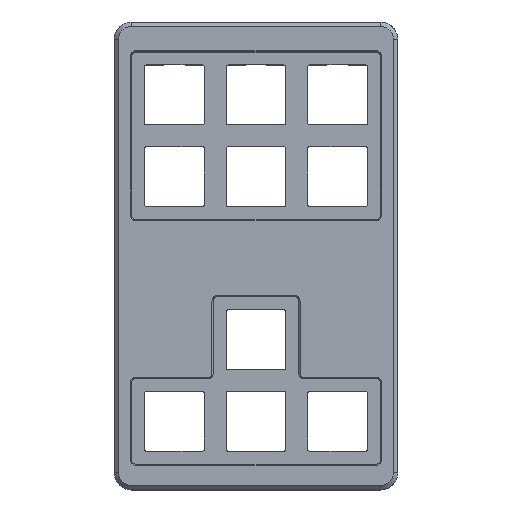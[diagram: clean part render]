
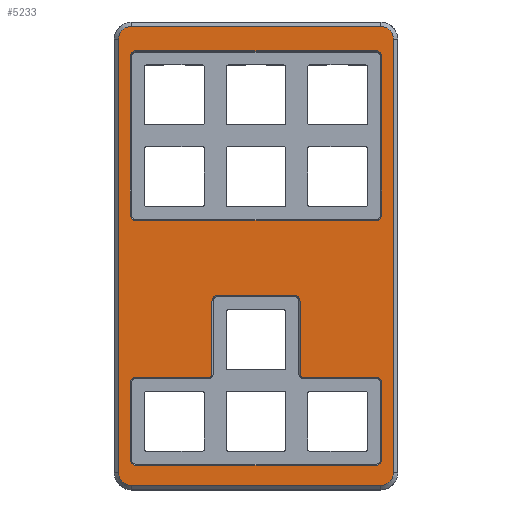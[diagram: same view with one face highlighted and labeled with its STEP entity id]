
A CAD part, top view. The second image highlights one B-rep face of the part: STEP entity #5233.
In plain terms, the highlighted planar face has unit normal (0, 0, 1).
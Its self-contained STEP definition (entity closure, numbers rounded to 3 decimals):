
#164=FACE_BOUND('',#791,.T.);
#165=FACE_BOUND('',#792,.T.);
#283=PLANE('',#5579);
#498=FACE_OUTER_BOUND('',#790,.T.);
#790=EDGE_LOOP('',(#4334,#4335,#4336,#4337,#4338,#4339,#4340,#4341));
#791=EDGE_LOOP('',(#4342,#4343,#4344,#4345,#4346,#4347,#4348,#4349,#4350,
#4351,#4352,#4353,#4354,#4355,#4356,#4357));
#792=EDGE_LOOP('',(#4358,#4359,#4360,#4361,#4362,#4363,#4364,#4365));
#990=CIRCLE('',#5560,1.25);
#992=CIRCLE('',#5564,1.25);
#994=CIRCLE('',#5568,1.25);
#996=CIRCLE('',#5572,1.25);
#999=CIRCLE('',#5580,3.);
#1000=CIRCLE('',#5581,3.);
#1001=CIRCLE('',#5582,3.);
#1002=CIRCLE('',#5583,3.);
#1003=CIRCLE('',#5584,1.25);
#1004=CIRCLE('',#5585,1.25);
#1005=CIRCLE('',#5586,1.25);
#1006=CIRCLE('',#5587,1.25);
#1007=CIRCLE('',#5588,0.75);
#1008=CIRCLE('',#5589,1.25);
#1009=CIRCLE('',#5590,1.25);
#1010=CIRCLE('',#5591,0.75);
#1439=LINE('',#8591,#2027);
#1444=LINE('',#8605,#2032);
#1448=LINE('',#8617,#2036);
#1452=LINE('',#8629,#2040);
#1461=LINE('',#8655,#2049);
#1462=LINE('',#8659,#2050);
#1463=LINE('',#8663,#2051);
#1464=LINE('',#8667,#2052);
#1465=LINE('',#8671,#2053);
#1466=LINE('',#8675,#2054);
#1467=LINE('',#8679,#2055);
#1468=LINE('',#8683,#2056);
#1469=LINE('',#8687,#2057);
#1470=LINE('',#8691,#2058);
#1471=LINE('',#8695,#2059);
#1472=LINE('',#8699,#2060);
#2027=VECTOR('',#6511,10.);
#2032=VECTOR('',#6524,10.);
#2036=VECTOR('',#6536,10.);
#2040=VECTOR('',#6548,10.);
#2049=VECTOR('',#6577,10.);
#2050=VECTOR('',#6580,10.);
#2051=VECTOR('',#6583,10.);
#2052=VECTOR('',#6586,10.);
#2053=VECTOR('',#6589,10.);
#2054=VECTOR('',#6592,10.);
#2055=VECTOR('',#6595,10.);
#2056=VECTOR('',#6598,10.);
#2057=VECTOR('',#6601,10.);
#2058=VECTOR('',#6604,10.);
#2059=VECTOR('',#6607,10.);
#2060=VECTOR('',#6610,10.);
#2586=VERTEX_POINT('',#8588);
#2587=VERTEX_POINT('',#8590);
#2590=VERTEX_POINT('',#8598);
#2592=VERTEX_POINT('',#8603);
#2594=VERTEX_POINT('',#8610);
#2596=VERTEX_POINT('',#8615);
#2598=VERTEX_POINT('',#8622);
#2600=VERTEX_POINT('',#8627);
#2606=VERTEX_POINT('',#8653);
#2607=VERTEX_POINT('',#8654);
#2608=VERTEX_POINT('',#8656);
#2609=VERTEX_POINT('',#8658);
#2610=VERTEX_POINT('',#8660);
#2611=VERTEX_POINT('',#8662);
#2612=VERTEX_POINT('',#8664);
#2613=VERTEX_POINT('',#8666);
#2614=VERTEX_POINT('',#8669);
#2615=VERTEX_POINT('',#8670);
#2616=VERTEX_POINT('',#8672);
#2617=VERTEX_POINT('',#8674);
#2618=VERTEX_POINT('',#8676);
#2619=VERTEX_POINT('',#8678);
#2620=VERTEX_POINT('',#8680);
#2621=VERTEX_POINT('',#8682);
#2622=VERTEX_POINT('',#8684);
#2623=VERTEX_POINT('',#8686);
#2624=VERTEX_POINT('',#8688);
#2625=VERTEX_POINT('',#8690);
#2626=VERTEX_POINT('',#8692);
#2627=VERTEX_POINT('',#8694);
#2628=VERTEX_POINT('',#8696);
#2629=VERTEX_POINT('',#8698);
#3220=EDGE_CURVE('',#2586,#2587,#1439,.T.);
#3225=EDGE_CURVE('',#2590,#2586,#990,.T.);
#3227=EDGE_CURVE('',#2592,#2590,#1444,.T.);
#3231=EDGE_CURVE('',#2594,#2592,#992,.T.);
#3233=EDGE_CURVE('',#2596,#2594,#1448,.T.);
#3237=EDGE_CURVE('',#2598,#2596,#994,.T.);
#3239=EDGE_CURVE('',#2600,#2598,#1452,.T.);
#3242=EDGE_CURVE('',#2587,#2600,#996,.T.);
#3252=EDGE_CURVE('',#2606,#2607,#1461,.T.);
#3253=EDGE_CURVE('',#2608,#2606,#999,.T.);
#3254=EDGE_CURVE('',#2609,#2608,#1462,.T.);
#3255=EDGE_CURVE('',#2610,#2609,#1000,.T.);
#3256=EDGE_CURVE('',#2611,#2610,#1463,.T.);
#3257=EDGE_CURVE('',#2612,#2611,#1001,.T.);
#3258=EDGE_CURVE('',#2613,#2612,#1464,.T.);
#3259=EDGE_CURVE('',#2607,#2613,#1002,.T.);
#3260=EDGE_CURVE('',#2614,#2615,#1465,.T.);
#3261=EDGE_CURVE('',#2616,#2614,#1003,.T.);
#3262=EDGE_CURVE('',#2617,#2616,#1466,.T.);
#3263=EDGE_CURVE('',#2618,#2617,#1004,.T.);
#3264=EDGE_CURVE('',#2619,#2618,#1467,.T.);
#3265=EDGE_CURVE('',#2620,#2619,#1005,.T.);
#3266=EDGE_CURVE('',#2621,#2620,#1468,.T.);
#3267=EDGE_CURVE('',#2622,#2621,#1006,.T.);
#3268=EDGE_CURVE('',#2623,#2622,#1469,.T.);
#3269=EDGE_CURVE('',#2624,#2623,#1007,.T.);
#3270=EDGE_CURVE('',#2625,#2624,#1470,.T.);
#3271=EDGE_CURVE('',#2626,#2625,#1008,.T.);
#3272=EDGE_CURVE('',#2627,#2626,#1471,.T.);
#3273=EDGE_CURVE('',#2628,#2627,#1009,.T.);
#3274=EDGE_CURVE('',#2629,#2628,#1472,.T.);
#3275=EDGE_CURVE('',#2615,#2629,#1010,.T.);
#4334=ORIENTED_EDGE('',*,*,#3252,.F.);
#4335=ORIENTED_EDGE('',*,*,#3253,.F.);
#4336=ORIENTED_EDGE('',*,*,#3254,.F.);
#4337=ORIENTED_EDGE('',*,*,#3255,.F.);
#4338=ORIENTED_EDGE('',*,*,#3256,.F.);
#4339=ORIENTED_EDGE('',*,*,#3257,.F.);
#4340=ORIENTED_EDGE('',*,*,#3258,.F.);
#4341=ORIENTED_EDGE('',*,*,#3259,.F.);
#4342=ORIENTED_EDGE('',*,*,#3260,.F.);
#4343=ORIENTED_EDGE('',*,*,#3261,.F.);
#4344=ORIENTED_EDGE('',*,*,#3262,.F.);
#4345=ORIENTED_EDGE('',*,*,#3263,.F.);
#4346=ORIENTED_EDGE('',*,*,#3264,.F.);
#4347=ORIENTED_EDGE('',*,*,#3265,.F.);
#4348=ORIENTED_EDGE('',*,*,#3266,.F.);
#4349=ORIENTED_EDGE('',*,*,#3267,.F.);
#4350=ORIENTED_EDGE('',*,*,#3268,.F.);
#4351=ORIENTED_EDGE('',*,*,#3269,.F.);
#4352=ORIENTED_EDGE('',*,*,#3270,.F.);
#4353=ORIENTED_EDGE('',*,*,#3271,.F.);
#4354=ORIENTED_EDGE('',*,*,#3272,.F.);
#4355=ORIENTED_EDGE('',*,*,#3273,.F.);
#4356=ORIENTED_EDGE('',*,*,#3274,.F.);
#4357=ORIENTED_EDGE('',*,*,#3275,.F.);
#4358=ORIENTED_EDGE('',*,*,#3220,.F.);
#4359=ORIENTED_EDGE('',*,*,#3225,.F.);
#4360=ORIENTED_EDGE('',*,*,#3227,.F.);
#4361=ORIENTED_EDGE('',*,*,#3231,.F.);
#4362=ORIENTED_EDGE('',*,*,#3233,.F.);
#4363=ORIENTED_EDGE('',*,*,#3237,.F.);
#4364=ORIENTED_EDGE('',*,*,#3239,.F.);
#4365=ORIENTED_EDGE('',*,*,#3242,.F.);
#5233=ADVANCED_FACE('',(#498,#164,#165),#283,.T.);
#5560=AXIS2_PLACEMENT_3D('',#8600,#6519,#6520);
#5564=AXIS2_PLACEMENT_3D('',#8612,#6531,#6532);
#5568=AXIS2_PLACEMENT_3D('',#8624,#6543,#6544);
#5572=AXIS2_PLACEMENT_3D('',#8633,#6554,#6555);
#5579=AXIS2_PLACEMENT_3D('',#8652,#6575,#6576);
#5580=AXIS2_PLACEMENT_3D('',#8657,#6578,#6579);
#5581=AXIS2_PLACEMENT_3D('',#8661,#6581,#6582);
#5582=AXIS2_PLACEMENT_3D('',#8665,#6584,#6585);
#5583=AXIS2_PLACEMENT_3D('',#8668,#6587,#6588);
#5584=AXIS2_PLACEMENT_3D('',#8673,#6590,#6591);
#5585=AXIS2_PLACEMENT_3D('',#8677,#6593,#6594);
#5586=AXIS2_PLACEMENT_3D('',#8681,#6596,#6597);
#5587=AXIS2_PLACEMENT_3D('',#8685,#6599,#6600);
#5588=AXIS2_PLACEMENT_3D('',#8689,#6602,#6603);
#5589=AXIS2_PLACEMENT_3D('',#8693,#6605,#6606);
#5590=AXIS2_PLACEMENT_3D('',#8697,#6608,#6609);
#5591=AXIS2_PLACEMENT_3D('',#8700,#6611,#6612);
#6511=DIRECTION('',(1.,0.,0.));
#6519=DIRECTION('center_axis',(0.,0.,1.));
#6520=DIRECTION('ref_axis',(-0.707,-0.707,0.));
#6524=DIRECTION('',(0.,-1.,0.));
#6531=DIRECTION('center_axis',(0.,0.,1.));
#6532=DIRECTION('ref_axis',(-0.707,0.707,0.));
#6536=DIRECTION('',(-1.,0.,0.));
#6543=DIRECTION('center_axis',(0.,0.,1.));
#6544=DIRECTION('ref_axis',(0.707,0.707,0.));
#6548=DIRECTION('',(0.,1.,0.));
#6554=DIRECTION('center_axis',(0.,0.,1.));
#6555=DIRECTION('ref_axis',(0.707,-0.707,0.));
#6575=DIRECTION('center_axis',(0.,0.,1.));
#6576=DIRECTION('ref_axis',(1.,0.,0.));
#6577=DIRECTION('',(0.,-1.,0.));
#6578=DIRECTION('center_axis',(0.,0.,-1.));
#6579=DIRECTION('ref_axis',(0.707,0.707,0.));
#6580=DIRECTION('',(1.,0.,0.));
#6581=DIRECTION('center_axis',(0.,0.,-1.));
#6582=DIRECTION('ref_axis',(-0.707,0.707,0.));
#6583=DIRECTION('',(0.,1.,0.));
#6584=DIRECTION('center_axis',(0.,0.,-1.));
#6585=DIRECTION('ref_axis',(-0.707,-0.707,0.));
#6586=DIRECTION('',(-1.,0.,0.));
#6587=DIRECTION('center_axis',(0.,0.,-1.));
#6588=DIRECTION('ref_axis',(0.707,-0.707,0.));
#6589=DIRECTION('',(-1.,0.,0.));
#6590=DIRECTION('center_axis',(0.,0.,1.));
#6591=DIRECTION('ref_axis',(0.707,0.707,0.));
#6592=DIRECTION('',(0.,1.,0.));
#6593=DIRECTION('center_axis',(0.,0.,1.));
#6594=DIRECTION('ref_axis',(0.707,-0.707,0.));
#6595=DIRECTION('',(1.,0.,0.));
#6596=DIRECTION('center_axis',(0.,0.,1.));
#6597=DIRECTION('ref_axis',(-0.707,-0.707,0.));
#6598=DIRECTION('',(0.,-1.,0.));
#6599=DIRECTION('center_axis',(0.,0.,1.));
#6600=DIRECTION('ref_axis',(-0.707,0.707,0.));
#6601=DIRECTION('',(-1.,0.,0.));
#6602=DIRECTION('center_axis',(0.,0.,-1.));
#6603=DIRECTION('ref_axis',(0.707,-0.707,0.));
#6604=DIRECTION('',(0.,-1.,0.));
#6605=DIRECTION('center_axis',(0.,0.,1.));
#6606=DIRECTION('ref_axis',(-0.707,0.707,0.));
#6607=DIRECTION('',(-1.,0.,0.));
#6608=DIRECTION('center_axis',(0.,0.,1.));
#6609=DIRECTION('ref_axis',(0.707,0.707,0.));
#6610=DIRECTION('',(0.,1.,0.));
#6611=DIRECTION('center_axis',(0.,0.,-1.));
#6612=DIRECTION('ref_axis',(-0.707,-0.707,0.));
#8588=CARTESIAN_POINT('',(0.5,-38.85,9.));
#8590=CARTESIAN_POINT('',(56.65,-38.85,9.));
#8591=CARTESIAN_POINT('',(43.113,-38.85,9.));
#8598=CARTESIAN_POINT('',(-0.75,-37.6,9.));
#8600=CARTESIAN_POINT('Origin',(0.5,-37.6,9.));
#8603=CARTESIAN_POINT('',(-0.75,-0.5,9.));
#8605=CARTESIAN_POINT('',(-0.75,-42.863,9.));
#8610=CARTESIAN_POINT('',(0.5,0.75,9.));
#8612=CARTESIAN_POINT('Origin',(0.5,-0.5,9.));
#8615=CARTESIAN_POINT('',(56.65,0.75,9.));
#8617=CARTESIAN_POINT('',(14.038,0.75,9.));
#8622=CARTESIAN_POINT('',(57.9,-0.5,9.));
#8624=CARTESIAN_POINT('Origin',(56.65,-0.5,9.));
#8627=CARTESIAN_POINT('',(57.9,-37.6,9.));
#8629=CARTESIAN_POINT('',(57.9,-23.313,9.));
#8633=CARTESIAN_POINT('Origin',(56.65,-37.6,9.));
#8652=CARTESIAN_POINT('Origin',(28.575,-47.125,9.));
#8653=CARTESIAN_POINT('',(60.65,3.5,9.));
#8654=CARTESIAN_POINT('',(60.65,-97.75,9.));
#8655=CARTESIAN_POINT('',(60.65,-74.438,9.));
#8656=CARTESIAN_POINT('',(57.65,6.5,9.));
#8657=CARTESIAN_POINT('Origin',(57.65,3.5,9.));
#8658=CARTESIAN_POINT('',(-0.5,6.5,9.));
#8659=CARTESIAN_POINT('',(45.113,6.5,9.));
#8660=CARTESIAN_POINT('',(-3.5,3.5,9.));
#8661=CARTESIAN_POINT('Origin',(-0.5,3.5,9.));
#8662=CARTESIAN_POINT('',(-3.5,-97.75,9.));
#8663=CARTESIAN_POINT('',(-3.5,-19.813,9.));
#8664=CARTESIAN_POINT('',(-0.5,-100.75,9.));
#8665=CARTESIAN_POINT('Origin',(-0.5,-97.75,9.));
#8666=CARTESIAN_POINT('',(57.65,-100.75,9.));
#8667=CARTESIAN_POINT('',(12.038,-100.75,9.));
#8668=CARTESIAN_POINT('Origin',(57.65,-97.75,9.));
#8669=CARTESIAN_POINT('',(56.65,-75.45,9.));
#8670=CARTESIAN_POINT('',(39.6,-75.45,9.));
#8671=CARTESIAN_POINT('',(33.588,-75.45,9.));
#8672=CARTESIAN_POINT('',(57.9,-76.7,9.));
#8673=CARTESIAN_POINT('Origin',(56.65,-76.7,9.));
#8674=CARTESIAN_POINT('',(57.9,-94.75,9.));
#8675=CARTESIAN_POINT('',(57.9,-61.413,9.));
#8676=CARTESIAN_POINT('',(56.65,-96.,9.));
#8677=CARTESIAN_POINT('Origin',(56.65,-94.75,9.));
#8678=CARTESIAN_POINT('',(0.5,-96.,9.));
#8679=CARTESIAN_POINT('',(43.113,-96.,9.));
#8680=CARTESIAN_POINT('',(-0.75,-94.75,9.));
#8681=CARTESIAN_POINT('Origin',(0.5,-94.75,9.));
#8682=CARTESIAN_POINT('',(-0.75,-76.7,9.));
#8683=CARTESIAN_POINT('',(-0.75,-71.438,9.));
#8684=CARTESIAN_POINT('',(0.5,-75.45,9.));
#8685=CARTESIAN_POINT('Origin',(0.5,-76.7,9.));
#8686=CARTESIAN_POINT('',(17.55,-75.45,9.));
#8687=CARTESIAN_POINT('',(14.038,-75.45,9.));
#8688=CARTESIAN_POINT('',(18.3,-74.7,9.));
#8689=CARTESIAN_POINT('Origin',(17.55,-74.7,9.));
#8690=CARTESIAN_POINT('',(18.3,-57.65,9.));
#8691=CARTESIAN_POINT('',(18.3,-61.413,9.));
#8692=CARTESIAN_POINT('',(19.55,-56.4,9.));
#8693=CARTESIAN_POINT('Origin',(19.55,-57.65,9.));
#8694=CARTESIAN_POINT('',(37.6,-56.4,9.));
#8695=CARTESIAN_POINT('',(23.563,-56.4,9.));
#8696=CARTESIAN_POINT('',(38.85,-57.65,9.));
#8697=CARTESIAN_POINT('Origin',(37.6,-57.65,9.));
#8698=CARTESIAN_POINT('',(38.85,-74.7,9.));
#8699=CARTESIAN_POINT('',(38.85,-51.888,9.));
#8700=CARTESIAN_POINT('Origin',(39.6,-74.7,9.));
